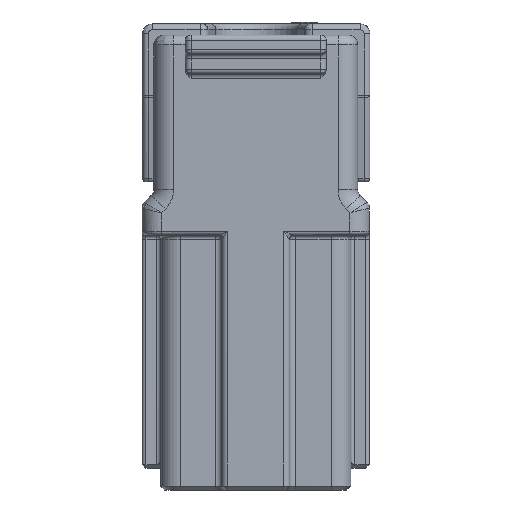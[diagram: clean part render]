
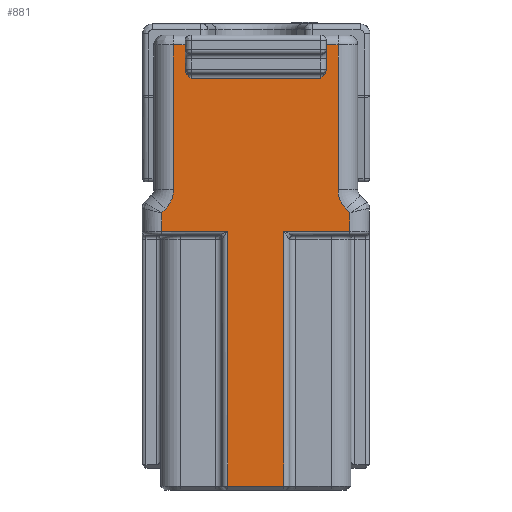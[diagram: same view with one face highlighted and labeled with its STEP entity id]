
A CAD part, front view. The second image highlights one B-rep face of the part: STEP entity #881.
In plain terms, the highlighted planar face has unit normal (0, -1, 0).
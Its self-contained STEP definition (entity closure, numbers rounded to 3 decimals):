
#430=PLANE('',#15516);
#881=ADVANCED_FACE('',(#1997),#430,.F.);
#1997=FACE_OUTER_BOUND('',#2862,.T.);
#2862=EDGE_LOOP('',(#7927,#7928,#7929,#7930,#7931,#7932,#7933,#7934,#7935,
#7936,#7937,#7938,#7939,#7940,#7941,#7942,#7943,#7944,#7945,#7946,#7947,
#7948));
#3695=CIRCLE('',#15514,1.4);
#3696=CIRCLE('',#15515,1.4);
#4349=LINE('',#21515,#5811);
#4657=LINE('',#22503,#6119);
#4658=LINE('',#22506,#6120);
#4659=LINE('',#22508,#6121);
#4660=LINE('',#22510,#6122);
#4661=LINE('',#22512,#6123);
#4662=LINE('',#22514,#6124);
#4663=LINE('',#22518,#6125);
#4664=LINE('',#22520,#6126);
#4665=LINE('',#22522,#6127);
#4666=LINE('',#22524,#6128);
#4667=LINE('',#22556,#6129);
#4668=LINE('',#22558,#6130);
#4669=LINE('',#22560,#6131);
#4670=LINE('',#22562,#6132);
#4671=LINE('',#22566,#6133);
#4672=LINE('',#22568,#6134);
#4673=LINE('',#22570,#6135);
#5811=VECTOR('',#17069,1.);
#6119=VECTOR('',#17661,1.);
#6120=VECTOR('',#17662,1.);
#6121=VECTOR('',#17663,1.);
#6122=VECTOR('',#17664,1.);
#6123=VECTOR('',#17665,1.);
#6124=VECTOR('',#17666,1.);
#6125=VECTOR('',#17669,1.);
#6126=VECTOR('',#17670,1.);
#6127=VECTOR('',#17671,1.);
#6128=VECTOR('',#17672,1.);
#6129=VECTOR('',#17673,1.);
#6130=VECTOR('',#17674,1.);
#6131=VECTOR('',#17675,1.);
#6132=VECTOR('',#17676,1.);
#6133=VECTOR('',#17679,1.);
#6134=VECTOR('',#17680,1.);
#6135=VECTOR('',#17681,1.);
#7927=ORIENTED_EDGE('',*,*,#13562,.T.);
#7928=ORIENTED_EDGE('',*,*,#13563,.T.);
#7929=ORIENTED_EDGE('',*,*,#13564,.T.);
#7930=ORIENTED_EDGE('',*,*,#13565,.T.);
#7931=ORIENTED_EDGE('',*,*,#13566,.T.);
#7932=ORIENTED_EDGE('',*,*,#13567,.T.);
#7933=ORIENTED_EDGE('',*,*,#13568,.T.);
#7934=ORIENTED_EDGE('',*,*,#13569,.T.);
#7935=ORIENTED_EDGE('',*,*,#13570,.F.);
#7936=ORIENTED_EDGE('',*,*,#13571,.F.);
#7937=ORIENTED_EDGE('',*,*,#13572,.F.);
#7938=ORIENTED_EDGE('',*,*,#13573,.T.);
#7939=ORIENTED_EDGE('',*,*,#13160,.T.);
#7940=ORIENTED_EDGE('',*,*,#13574,.T.);
#7941=ORIENTED_EDGE('',*,*,#13575,.F.);
#7942=ORIENTED_EDGE('',*,*,#13576,.F.);
#7943=ORIENTED_EDGE('',*,*,#13577,.T.);
#7944=ORIENTED_EDGE('',*,*,#13578,.T.);
#7945=ORIENTED_EDGE('',*,*,#13579,.T.);
#7946=ORIENTED_EDGE('',*,*,#13580,.T.);
#7947=ORIENTED_EDGE('',*,*,#13581,.T.);
#7948=ORIENTED_EDGE('',*,*,#13582,.T.);
#11754=VERTEX_POINT('',#21514);
#11755=VERTEX_POINT('',#21516);
#12083=VERTEX_POINT('',#22504);
#12084=VERTEX_POINT('',#22505);
#12085=VERTEX_POINT('',#22507);
#12086=VERTEX_POINT('',#22509);
#12087=VERTEX_POINT('',#22511);
#12088=VERTEX_POINT('',#22513);
#12089=VERTEX_POINT('',#22515);
#12090=VERTEX_POINT('',#22517);
#12091=VERTEX_POINT('',#22519);
#12092=VERTEX_POINT('',#22521);
#12093=VERTEX_POINT('',#22523);
#12094=VERTEX_POINT('',#22525);
#12095=VERTEX_POINT('',#22555);
#12096=VERTEX_POINT('',#22557);
#12097=VERTEX_POINT('',#22559);
#12098=VERTEX_POINT('',#22561);
#12099=VERTEX_POINT('',#22563);
#12100=VERTEX_POINT('',#22565);
#12101=VERTEX_POINT('',#22567);
#12102=VERTEX_POINT('',#22569);
#13160=EDGE_CURVE('',#11755,#11754,#4349,.T.);
#13562=EDGE_CURVE('',#12083,#12084,#4657,.T.);
#13563=EDGE_CURVE('',#12084,#12085,#4658,.T.);
#13564=EDGE_CURVE('',#12085,#12086,#4659,.T.);
#13565=EDGE_CURVE('',#12086,#12087,#4660,.T.);
#13566=EDGE_CURVE('',#12087,#12088,#4661,.T.);
#13567=EDGE_CURVE('',#12088,#12089,#4662,.T.);
#13568=EDGE_CURVE('',#12089,#12090,#3695,.T.);
#13569=EDGE_CURVE('',#12090,#12091,#4663,.T.);
#13570=EDGE_CURVE('',#12092,#12091,#4664,.T.);
#13571=EDGE_CURVE('',#12093,#12092,#4665,.T.);
#13572=EDGE_CURVE('',#12094,#12093,#4666,.T.);
#13573=EDGE_CURVE('',#12094,#11755,#15095,.T.);
#13574=EDGE_CURVE('',#11754,#12095,#15096,.T.);
#13575=EDGE_CURVE('',#12096,#12095,#4667,.T.);
#13576=EDGE_CURVE('',#12097,#12096,#4668,.T.);
#13577=EDGE_CURVE('',#12097,#12098,#4669,.T.);
#13578=EDGE_CURVE('',#12098,#12099,#4670,.T.);
#13579=EDGE_CURVE('',#12099,#12100,#3696,.T.);
#13580=EDGE_CURVE('',#12100,#12101,#4671,.T.);
#13581=EDGE_CURVE('',#12101,#12102,#4672,.T.);
#13582=EDGE_CURVE('',#12102,#12083,#4673,.T.);
#15095=B_SPLINE_CURVE_WITH_KNOTS('',3,(#22526,#22527,#22528,#22529,#22530,
#22531,#22532,#22533,#22534,#22535,#22536,#22537,#22538),.UNSPECIFIED.,
 .F.,.F.,(4,3,3,3,4),(0.,0.236,0.548,0.994,
1.),.UNSPECIFIED.);
#15096=B_SPLINE_CURVE_WITH_KNOTS('',3,(#22539,#22540,#22541,#22542,#22543,
#22544,#22545,#22546,#22547,#22548,#22549,#22550,#22551,#22552,#22553,#22554),
 .UNSPECIFIED.,.F.,.F.,(4,3,3,3,3,4),(0.,0.006,0.464,
0.755,0.989,1.),.UNSPECIFIED.);
#15514=AXIS2_PLACEMENT_3D('',#22516,#17667,#17668);
#15515=AXIS2_PLACEMENT_3D('',#22564,#17677,#17678);
#15516=AXIS2_PLACEMENT_3D('',#22571,#17682,#17683);
#17069=DIRECTION('',(-1.,0.,0.));
#17661=DIRECTION('',(0.,0.,-1.));
#17662=DIRECTION('',(1.,0.,0.));
#17663=DIRECTION('',(0.,0.,1.));
#17664=DIRECTION('',(1.,0.,0.));
#17665=DIRECTION('',(0.,0.,1.));
#17666=DIRECTION('',(-0.707,0.,0.707));
#17667=DIRECTION('',(0.,1.,0.));
#17668=DIRECTION('',(0.,0.,1.));
#17669=DIRECTION('',(0.,0.,1.));
#17670=DIRECTION('',(1.,0.,0.));
#17671=DIRECTION('',(0.,0.,1.));
#17672=DIRECTION('',(0.,0.,1.));
#17673=DIRECTION('',(0.,0.,-1.));
#17674=DIRECTION('',(0.,0.,-1.));
#17675=DIRECTION('',(-1.,0.,0.));
#17676=DIRECTION('',(0.,0.,-1.));
#17677=DIRECTION('',(0.,1.,0.));
#17678=DIRECTION('',(0.,0.,1.));
#17679=DIRECTION('',(-0.707,0.,-0.707));
#17680=DIRECTION('',(0.,0.,-1.));
#17681=DIRECTION('',(1.,0.,0.));
#17682=DIRECTION('',(0.,1.,0.));
#17683=DIRECTION('',(0.,0.,1.));
#21514=CARTESIAN_POINT('',(-3.3,-4.75,20.942));
#21515=CARTESIAN_POINT('',(-5.8,-4.75,20.942));
#21516=CARTESIAN_POINT('',(3.3,-4.75,20.942));
#22503=CARTESIAN_POINT('',(-1.43,-4.75,23.15));
#22504=CARTESIAN_POINT('',(-1.43,-4.75,13.15));
#22505=CARTESIAN_POINT('',(-1.43,-4.75,0.15));
#22506=CARTESIAN_POINT('',(1.43,-4.75,0.15));
#22507=CARTESIAN_POINT('',(1.43,-4.75,0.15));
#22508=CARTESIAN_POINT('',(1.43,-4.75,23.15));
#22509=CARTESIAN_POINT('',(1.43,-4.75,13.15));
#22510=CARTESIAN_POINT('',(-5.8,-4.75,13.15));
#22511=CARTESIAN_POINT('',(4.8,-4.75,13.15));
#22512=CARTESIAN_POINT('',(4.8,-4.75,23.15));
#22513=CARTESIAN_POINT('',(4.8,-4.75,14.086));
#22514=CARTESIAN_POINT('',(-5.032,-4.75,23.918));
#22515=CARTESIAN_POINT('',(4.61,-4.75,14.276));
#22516=CARTESIAN_POINT('',(5.6,-4.75,15.266));
#22517=CARTESIAN_POINT('',(4.2,-4.75,15.266));
#22518=CARTESIAN_POINT('',(4.2,-4.75,23.15));
#22519=CARTESIAN_POINT('',(4.2,-4.75,22.65));
#22520=CARTESIAN_POINT('',(3.6,-4.75,22.65));
#22521=CARTESIAN_POINT('',(3.6,-4.75,22.65));
#22522=CARTESIAN_POINT('',(3.6,-4.75,21.15));
#22523=CARTESIAN_POINT('',(3.6,-4.75,21.942));
#22524=CARTESIAN_POINT('',(3.6,-4.75,21.15));
#22525=CARTESIAN_POINT('',(3.6,-4.75,21.432));
#22526=CARTESIAN_POINT('',(3.6,-4.75,21.432));
#22527=CARTESIAN_POINT('',(3.6,-4.75,21.385));
#22528=CARTESIAN_POINT('',(3.591,-4.75,21.338));
#22529=CARTESIAN_POINT('',(3.576,-4.75,21.294));
#22530=CARTESIAN_POINT('',(3.556,-4.75,21.236));
#22531=CARTESIAN_POINT('',(3.524,-4.75,21.182));
#22532=CARTESIAN_POINT('',(3.486,-4.75,21.133));
#22533=CARTESIAN_POINT('',(3.433,-4.75,21.064));
#22534=CARTESIAN_POINT('',(3.368,-4.75,21.003));
#22535=CARTESIAN_POINT('',(3.303,-4.75,20.944));
#22536=CARTESIAN_POINT('',(3.302,-4.75,20.943));
#22537=CARTESIAN_POINT('',(3.301,-4.75,20.943));
#22538=CARTESIAN_POINT('',(3.3,-4.75,20.942));
#22539=CARTESIAN_POINT('',(-3.3,-4.75,20.942));
#22540=CARTESIAN_POINT('',(-3.301,-4.75,20.943));
#22541=CARTESIAN_POINT('',(-3.302,-4.75,20.943));
#22542=CARTESIAN_POINT('',(-3.303,-4.75,20.944));
#22543=CARTESIAN_POINT('',(-3.369,-4.75,21.005));
#22544=CARTESIAN_POINT('',(-3.437,-4.75,21.067));
#22545=CARTESIAN_POINT('',(-3.491,-4.75,21.139));
#22546=CARTESIAN_POINT('',(-3.525,-4.75,21.185));
#22547=CARTESIAN_POINT('',(-3.555,-4.75,21.236));
#22548=CARTESIAN_POINT('',(-3.574,-4.75,21.289));
#22549=CARTESIAN_POINT('',(-3.59,-4.75,21.333));
#22550=CARTESIAN_POINT('',(-3.599,-4.75,21.379));
#22551=CARTESIAN_POINT('',(-3.6,-4.75,21.425));
#22552=CARTESIAN_POINT('',(-3.6,-4.75,21.427));
#22553=CARTESIAN_POINT('',(-3.6,-4.75,21.429));
#22554=CARTESIAN_POINT('',(-3.6,-4.75,21.432));
#22555=CARTESIAN_POINT('',(-3.6,-4.75,21.432));
#22556=CARTESIAN_POINT('',(-3.6,-4.75,23.15));
#22557=CARTESIAN_POINT('',(-3.6,-4.75,21.942));
#22558=CARTESIAN_POINT('',(-3.6,-4.75,23.15));
#22559=CARTESIAN_POINT('',(-3.6,-4.75,22.65));
#22560=CARTESIAN_POINT('',(-3.6,-4.75,22.65));
#22561=CARTESIAN_POINT('',(-4.2,-4.75,22.65));
#22562=CARTESIAN_POINT('',(-4.2,-4.75,23.15));
#22563=CARTESIAN_POINT('',(-4.2,-4.75,15.266));
#22564=CARTESIAN_POINT('',(-5.6,-4.75,15.266));
#22565=CARTESIAN_POINT('',(-4.61,-4.75,14.276));
#22566=CARTESIAN_POINT('',(-0.768,-4.75,18.118));
#22567=CARTESIAN_POINT('',(-4.8,-4.75,14.086));
#22568=CARTESIAN_POINT('',(-4.8,-4.75,23.15));
#22569=CARTESIAN_POINT('',(-4.8,-4.75,13.15));
#22570=CARTESIAN_POINT('',(-5.8,-4.75,13.15));
#22571=CARTESIAN_POINT('',(-5.8,-4.75,23.15));
